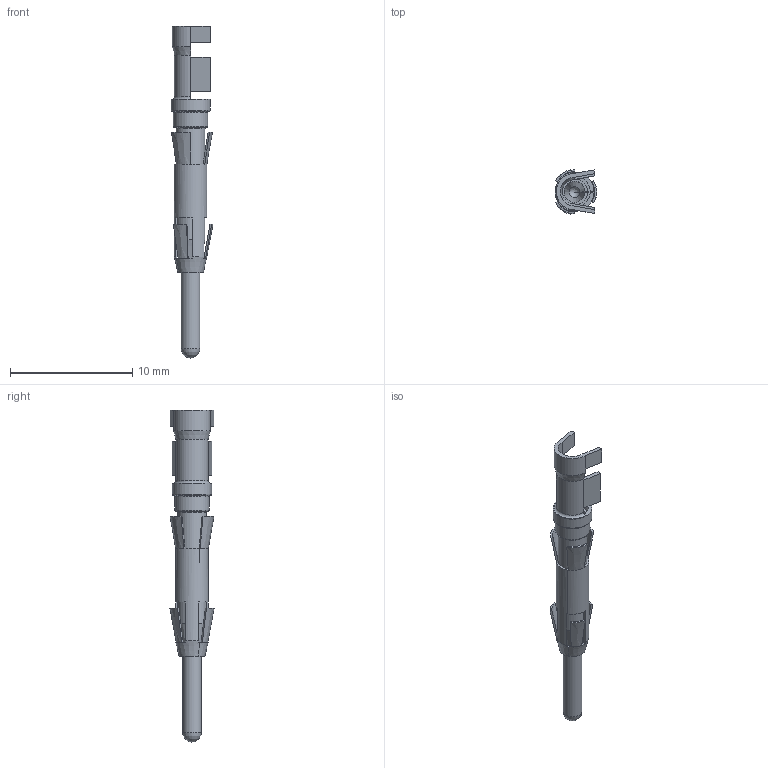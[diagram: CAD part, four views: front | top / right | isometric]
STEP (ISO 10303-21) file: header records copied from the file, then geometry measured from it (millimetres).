
FILE_DESCRIPTION(('CATIA V5 STEP Exchange','CAx-IF Rec.Pracs.--- Model Styling and Organization---1.2---2011-12-15'),'2;1');
FILE_NAME ('D1452984_0_1582270000_1582270000.stp','2018-09-10T10:43:49+00:00',('none'),('Weidmueller'),'CATIA Version 5-6 Release 2014','CATIA V5 STEP AP214','none');
FILE_SCHEMA(('AUTOMOTIVE_DESIGN { 1 0 10303 214 1 1 1 1 }'));
Length unit declared in the file: millimetre
Products named in the file (1): 1427600000
Bounding box: 3.44 x 3.62 x 27.2 mm (x, y, z)
Volume: 61.3 mm3; surface area: 500.2 mm2
Topology: 2 solids, 2 shells, 112 faces, 344 edges, 226 vertices
Faces by surface type: plane 60, cone 28, cylinder 16, torus 6, revolution 2
Entity records: 3686 total; most frequent: CARTESIAN_POINT 752, ORIENTED_EDGE 684, DIRECTION 482, EDGE_CURVE 342, VERTEX_POINT 226, AXIS2_PLACEMENT_3D 210, VECTOR 190, LINE 190
